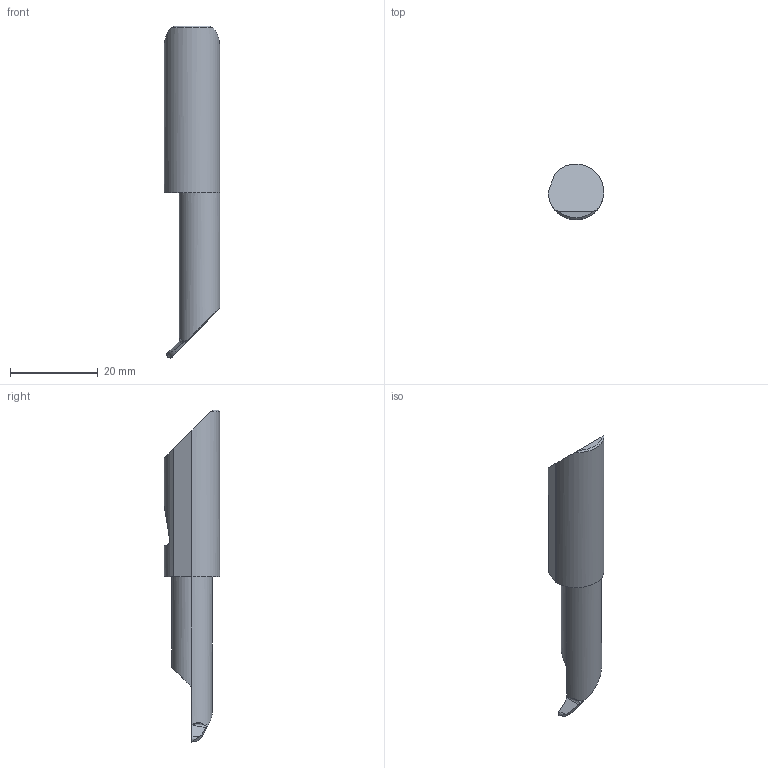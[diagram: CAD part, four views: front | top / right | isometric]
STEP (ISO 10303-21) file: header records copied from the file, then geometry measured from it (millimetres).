
FILE_DESCRIPTION (( 'STEP AP214' ), '1' );
FILE_NAME ('Micro_QUP-50062-24X.STEP', '2021-09-09T00:13:08', ( '' ), ( '' ), 'SwSTEP 2.0', 'SolidWorks 2020', '' );
FILE_SCHEMA (( 'AUTOMOTIVE_DESIGN' ));
Length unit declared in the file: inch
Products named in the file (1): Micro_QUP-50062-24X
Bounding box: 12.7 x 12.7 x 75.87 mm (x, y, z)
Volume: 6018.5 mm3; surface area: 2504.5 mm2
Topology: 1 solids, 1 shells, 24 faces, 58 edges, 37 vertices
Faces by surface type: plane 12, cylinder 7, cone 3, bspline 2
Entity records: 902 total; most frequent: CARTESIAN_POINT 365, ORIENTED_EDGE 116, DIRECTION 86, EDGE_CURVE 58, VERTEX_POINT 37, AXIS2_PLACEMENT_3D 32, EDGE_LOOP 25, FACE_OUTER_BOUND 24
